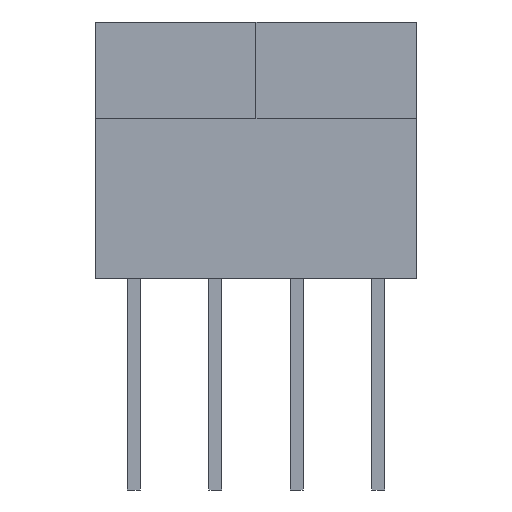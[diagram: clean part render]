
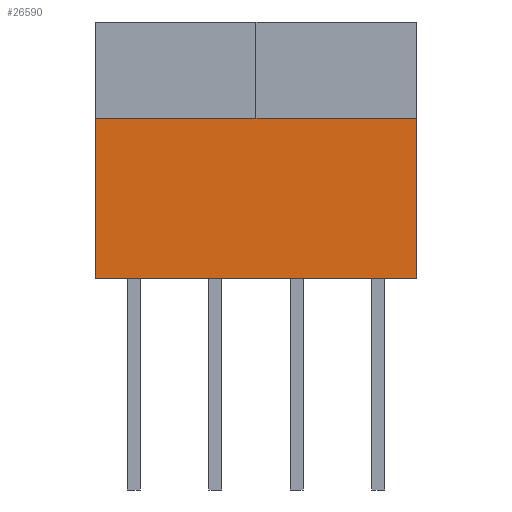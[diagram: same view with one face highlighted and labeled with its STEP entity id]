
A CAD part, left-side view. The second image highlights one B-rep face of the part: STEP entity #26590.
In plain terms, the highlighted planar face has unit normal (-1, 0, 0).
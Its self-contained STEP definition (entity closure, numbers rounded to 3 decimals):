
#9930=CARTESIAN_POINT('',(82.762,-3.911,2.987));
#9940=VERTEX_POINT('',#9930);
#9970=CARTESIAN_POINT('',(82.762,-3.911,2.987));
#9980=DIRECTION('',(0.,0.,-1.));
#9990=VECTOR('',#9980,1.);
#10000=LINE('',#9970,#9990);
#10010=CARTESIAN_POINT('',(82.762,-3.911,5.487));
#10020=VERTEX_POINT('',#10010);
#10030=EDGE_CURVE('',#10020,#9940,#10000,.T.);
#25360=CARTESIAN_POINT('',(82.762,1.089,5.487));
#25370=VERTEX_POINT('',#25360);
#25400=CARTESIAN_POINT('',(82.762,1.089,2.987));
#25410=DIRECTION('',(0.,0.,1.));
#25420=VECTOR('',#25410,1.);
#25430=LINE('',#25400,#25420);
#25440=CARTESIAN_POINT('',(82.762,1.089,2.987));
#25450=VERTEX_POINT('',#25440);
#25460=EDGE_CURVE('',#25450,#25370,#25430,.T.);
#26330=CARTESIAN_POINT('',(82.762,-1.284,2.987));
#26340=DIRECTION('',(0.,-1.,0.));
#26350=VECTOR('',#26340,1.);
#26360=LINE('',#26330,#26350);
#26370=EDGE_CURVE('',#25450,#9940,#26360,.T.);
#26430=CARTESIAN_POINT('',(82.762,-1.461,5.087));
#26440=DIRECTION('',(1.,0.,0.));
#26450=DIRECTION('',(0.,-1.,0.));
#26460=AXIS2_PLACEMENT_3D('',#26430,#26440,#26450);
#26470=PLANE('',#26460);
#26480=CARTESIAN_POINT('',(82.762,-1.284,5.487));
#26490=DIRECTION('',(0.,-1.,0.));
#26500=VECTOR('',#26490,1.);
#26510=LINE('',#26480,#26500);
#26520=EDGE_CURVE('',#25370,#10020,#26510,.T.);
#26530=ORIENTED_EDGE('',*,*,#26520,.F.);
#26540=ORIENTED_EDGE('',*,*,#10030,.F.);
#26550=ORIENTED_EDGE('',*,*,#26370,.T.);
#26560=ORIENTED_EDGE('',*,*,#25460,.F.);
#26570=EDGE_LOOP('',(#26560,#26550,#26540,#26530));
#26580=FACE_OUTER_BOUND('',#26570,.T.);
#26590=ADVANCED_FACE('',(#26580),#26470,.F.);
